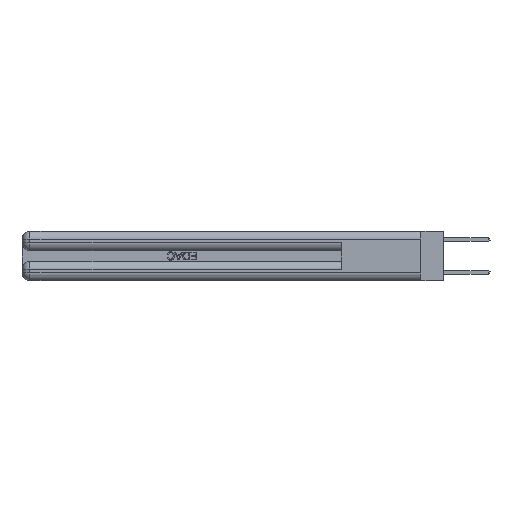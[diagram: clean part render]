
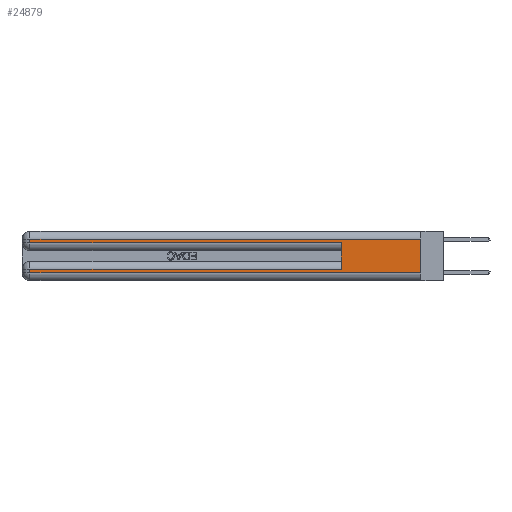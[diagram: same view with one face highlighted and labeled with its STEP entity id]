
A CAD part, left-side view. The second image highlights one B-rep face of the part: STEP entity #24879.
In plain terms, the highlighted planar face has unit normal (-1, 0, 0).
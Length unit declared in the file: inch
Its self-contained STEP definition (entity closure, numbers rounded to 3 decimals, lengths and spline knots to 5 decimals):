
#890 = LINE ( 'NONE', #8455, #20767 ) ;
#952 = ORIENTED_EDGE ( 'NONE', *, *, #19306, .T. ) ;
#1312 = CARTESIAN_POINT ( 'NONE',  ( 0., 0., 0.085 ) ) ;
#2184 = EDGE_LOOP ( 'NONE', ( #7522, #952, #9220, #12847, #17183, #9920, #28759, #18889 ) ) ;
#2794 = DIRECTION ( 'NONE',  ( 0., 0., -1. ) ) ;
#3198 = DIRECTION ( 'NONE',  ( 0., -1., 0. ) ) ;
#3269 = CARTESIAN_POINT ( 'NONE',  ( 0., 0., 0.06 ) ) ;
#3614 = CARTESIAN_POINT ( 'NONE',  ( 0., 0., 0.37 ) ) ;
#3949 = LINE ( 'NONE', #6903, #23739 ) ;
#4068 = VERTEX_POINT ( 'NONE', #3269 ) ;
#4939 = CARTESIAN_POINT ( 'NONE',  ( 0., 2.94, 0.06 ) ) ;
#4999 = EDGE_CURVE ( 'NONE', #31766, #4068, #3949, .T. ) ;
#5695 = DIRECTION ( 'NONE',  ( 0., 0., -1. ) ) ;
#5740 = EDGE_CURVE ( 'NONE', #11329, #33523, #25415, .T. ) ;
#6365 = DIRECTION ( 'NONE',  ( 1., 0., 0. ) ) ;
#6610 = LINE ( 'NONE', #27011, #8337 ) ;
#6903 = CARTESIAN_POINT ( 'NONE',  ( 0., 0., 0.06 ) ) ;
#7522 = ORIENTED_EDGE ( 'NONE', *, *, #31923, .F. ) ;
#7615 = CARTESIAN_POINT ( 'NONE',  ( 0., 2.94, 0.085 ) ) ;
#8337 = VECTOR ( 'NONE', #2794, 39.37008 ) ;
#8455 = CARTESIAN_POINT ( 'NONE',  ( 0., 2.94, 0.37 ) ) ;
#9220 = ORIENTED_EDGE ( 'NONE', *, *, #17200, .T. ) ;
#9613 = CARTESIAN_POINT ( 'NONE',  ( 0., 0.6, 0.285 ) ) ;
#9920 = ORIENTED_EDGE ( 'NONE', *, *, #19071, .T. ) ;
#10270 = EDGE_CURVE ( 'NONE', #15871, #31766, #890, .T. ) ;
#10630 = AXIS2_PLACEMENT_3D ( 'NONE', #3614, #6365, #25130 ) ;
#11329 = VERTEX_POINT ( 'NONE', #27932 ) ;
#12303 = VECTOR ( 'NONE', #3198, 39.37008 ) ;
#12847 = ORIENTED_EDGE ( 'NONE', *, *, #29117, .T. ) ;
#13048 = CARTESIAN_POINT ( 'NONE',  ( 0., 0., 0.31 ) ) ;
#13703 = VECTOR ( 'NONE', #20227, 39.37008 ) ;
#13806 = VERTEX_POINT ( 'NONE', #24260 ) ;
#14100 = VECTOR ( 'NONE', #34459, 39.37008 ) ;
#15871 = VERTEX_POINT ( 'NONE', #7615 ) ;
#17183 = ORIENTED_EDGE ( 'NONE', *, *, #5740, .F. ) ;
#17200 = EDGE_CURVE ( 'NONE', #33596, #17838, #20139, .T. ) ;
#17688 = CARTESIAN_POINT ( 'NONE',  ( 0., 2.94, 0.285 ) ) ;
#17838 = VERTEX_POINT ( 'NONE', #17688 ) ;
#18889 = ORIENTED_EDGE ( 'NONE', *, *, #4999, .T. ) ;
#19071 = EDGE_CURVE ( 'NONE', #11329, #15871, #20844, .T. ) ;
#19306 = EDGE_CURVE ( 'NONE', #13806, #33596, #30017, .T. ) ;
#20139 = LINE ( 'NONE', #21279, #27221 ) ;
#20227 = DIRECTION ( 'NONE',  ( 0., 1., 0. ) ) ;
#20767 = VECTOR ( 'NONE', #5695, 39.37008 ) ;
#20844 = LINE ( 'NONE', #1312, #13703 ) ;
#21279 = CARTESIAN_POINT ( 'NONE',  ( 0., 2.94, 0.37 ) ) ;
#22060 = CARTESIAN_POINT ( 'NONE',  ( 0., 0., 0.285 ) ) ;
#23194 = CARTESIAN_POINT ( 'NONE',  ( 0., 2.94, 0.31 ) ) ;
#23444 = CARTESIAN_POINT ( 'NONE',  ( 0., 0.6, 0.145 ) ) ;
#23739 = VECTOR ( 'NONE', #28467, 39.37008 ) ;
#23745 = VECTOR ( 'NONE', #34443, 39.37008 ) ;
#24260 = CARTESIAN_POINT ( 'NONE',  ( 0., 0., 0.31 ) ) ;
#24879 = ADVANCED_FACE ( 'NONE', ( #28835 ), #25013, .F. ) ;
#25013 = PLANE ( 'NONE',  #10630 ) ;
#25130 = DIRECTION ( 'NONE',  ( 0., 0., -1. ) ) ;
#25415 = LINE ( 'NONE', #23444, #23745 ) ;
#27011 = CARTESIAN_POINT ( 'NONE',  ( 0., 0., 0.37 ) ) ;
#27221 = VECTOR ( 'NONE', #34592, 39.37008 ) ;
#27932 = CARTESIAN_POINT ( 'NONE',  ( 0., 0.6, 0.085 ) ) ;
#28467 = DIRECTION ( 'NONE',  ( 0., -1., 0. ) ) ;
#28759 = ORIENTED_EDGE ( 'NONE', *, *, #10270, .T. ) ;
#28835 = FACE_OUTER_BOUND ( 'NONE', #2184, .T. ) ;
#29117 = EDGE_CURVE ( 'NONE', #17838, #33523, #32807, .T. ) ;
#30017 = LINE ( 'NONE', #13048, #14100 ) ;
#31766 = VERTEX_POINT ( 'NONE', #4939 ) ;
#31923 = EDGE_CURVE ( 'NONE', #13806, #4068, #6610, .T. ) ;
#32807 = LINE ( 'NONE', #22060, #12303 ) ;
#33523 = VERTEX_POINT ( 'NONE', #9613 ) ;
#33596 = VERTEX_POINT ( 'NONE', #23194 ) ;
#34443 = DIRECTION ( 'NONE',  ( 0., 0., 1. ) ) ;
#34459 = DIRECTION ( 'NONE',  ( 0., 1., 0. ) ) ;
#34592 = DIRECTION ( 'NONE',  ( 0., 0., -1. ) ) ;
